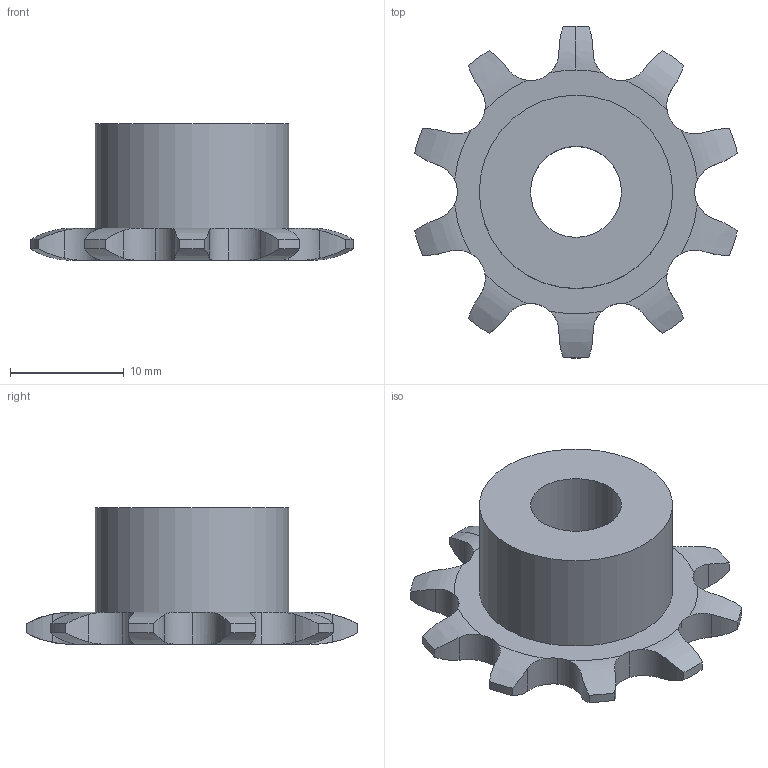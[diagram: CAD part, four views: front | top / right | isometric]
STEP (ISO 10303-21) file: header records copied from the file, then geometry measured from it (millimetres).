
FILE_DESCRIPTION(('FreeCAD Model'),'2;1');
FILE_NAME('Open CASCADE Shape Model','2021-03-07T18:26:08',( 'Simone Bignetti'),(''),'Open CASCADE STEP processor 7.4','FreeCAD', 'Unknown');
FILE_SCHEMA(('AUTOMOTIVE_DESIGN { 1 0 10303 214 1 1 1 1 }'));
Length unit declared in the file: millimetre
Products named in the file (1): Hole
Bounding box: 28.39 x 29.2 x 12 mm (x, y, z)
Volume: 2751.5 mm3; surface area: 1924.1 mm2
Topology: 1 solids, 1 shells, 98 faces, 283 edges, 189 vertices
Faces by surface type: cylinder 52, plane 24, revolution 22
Full cylindrical faces by diameter (mm): 8 x1, 17 x1
Entity records: 9278 total; most frequent: CARTESIAN_POINT 4017, DIRECTION 867, ORIENTED_EDGE 566, PCURVE 566, DEFINITIONAL_REPRESENTATION 566, LINE 430, VECTOR 430, EDGE_CURVE 283
